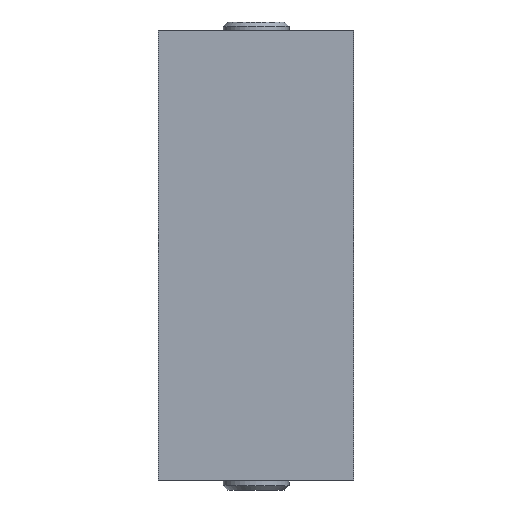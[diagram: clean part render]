
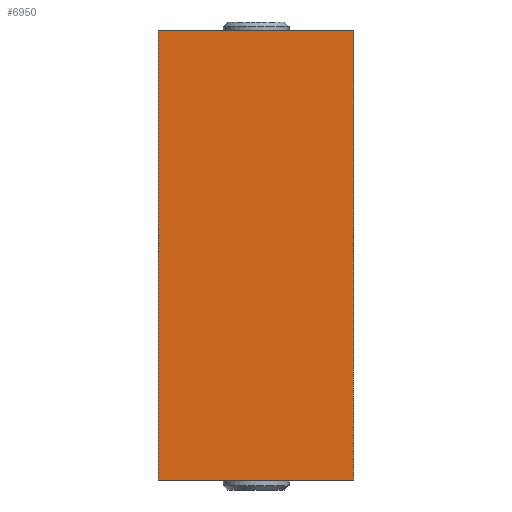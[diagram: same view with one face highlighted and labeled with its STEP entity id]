
A CAD part, front view. The second image highlights one B-rep face of the part: STEP entity #6950.
In plain terms, the highlighted planar face has unit normal (0, -1, 0).
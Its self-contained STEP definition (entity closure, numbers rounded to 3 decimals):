
#153=PLANE('',#7467);
#407=FACE_OUTER_BOUND('',#869,.T.);
#869=EDGE_LOOP('',(#4567,#4568,#4569,#4570));
#1365=LINE('',#10537,#1963);
#1369=LINE('',#10545,#1967);
#1372=LINE('',#10551,#1970);
#1375=LINE('',#10556,#1973);
#1963=VECTOR('',#8375,10.);
#1967=VECTOR('',#8381,10.);
#1970=VECTOR('',#8386,10.);
#1973=VECTOR('',#8391,10.);
#2905=VERTEX_POINT('',#10535);
#2906=VERTEX_POINT('',#10536);
#2909=VERTEX_POINT('',#10544);
#2911=VERTEX_POINT('',#10550);
#3509=EDGE_CURVE('',#2905,#2906,#1365,.T.);
#3513=EDGE_CURVE('',#2909,#2905,#1369,.T.);
#3516=EDGE_CURVE('',#2911,#2909,#1372,.T.);
#3519=EDGE_CURVE('',#2906,#2911,#1375,.T.);
#4567=ORIENTED_EDGE('',*,*,#3519,.F.);
#4568=ORIENTED_EDGE('',*,*,#3509,.F.);
#4569=ORIENTED_EDGE('',*,*,#3513,.F.);
#4570=ORIENTED_EDGE('',*,*,#3516,.F.);
#6950=ADVANCED_FACE('',(#407),#153,.F.);
#7467=AXIS2_PLACEMENT_3D('',#10558,#8393,#8394);
#8375=DIRECTION('',(-1.,0.,0.));
#8381=DIRECTION('',(0.,0.,-1.));
#8386=DIRECTION('',(1.,0.,0.));
#8391=DIRECTION('',(0.,0.,1.));
#8393=DIRECTION('center_axis',(0.,1.,0.));
#8394=DIRECTION('ref_axis',(0.,0.,
1.));
#10535=CARTESIAN_POINT('',(65.,-101.5,-150.));
#10536=CARTESIAN_POINT('',(-65.,-101.5,-150.));
#10537=CARTESIAN_POINT('',(65.,-101.5,-150.));
#10544=CARTESIAN_POINT('',(65.,-101.5,150.));
#10545=CARTESIAN_POINT('',(65.,-101.5,150.));
#10550=CARTESIAN_POINT('',(-65.,-101.5,150.));
#10551=CARTESIAN_POINT('',(-65.,-101.5,150.));
#10556=CARTESIAN_POINT('',(-65.,-101.5,-150.));
#10558=CARTESIAN_POINT('Origin',(0.,-101.5,
0.));
